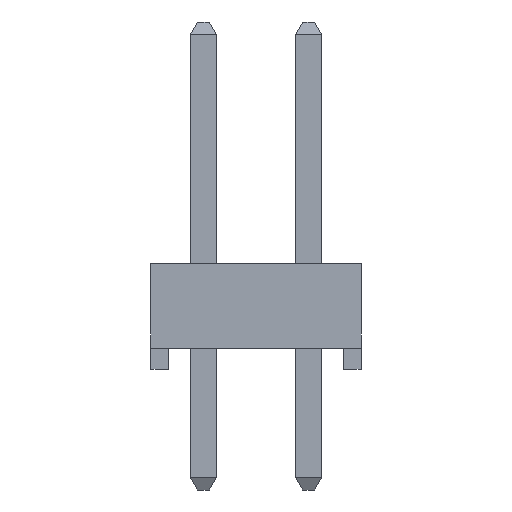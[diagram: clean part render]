
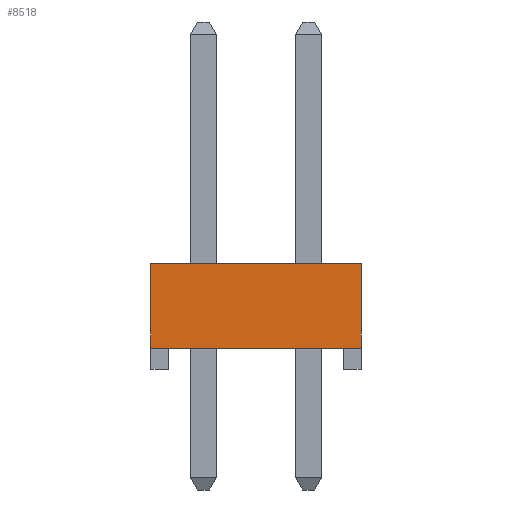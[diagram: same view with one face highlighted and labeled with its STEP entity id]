
A CAD part, left-side view. The second image highlights one B-rep face of the part: STEP entity #8518.
In plain terms, the highlighted planar face has unit normal (-1, 0, 0).
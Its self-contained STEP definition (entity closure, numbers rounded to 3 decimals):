
#82=FACE_OUTER_BOUND($,#634,.T.);
#634=EDGE_LOOP($,(#5603,#5604,#5605,#5606));
#1199=LINE($,#12084,#2403);
#1211=LINE($,#12109,#2415);
#1212=LINE($,#12110,#2416);
#1213=LINE($,#12111,#2417);
#2403=VECTOR($,#9768,5.08);
#2415=VECTOR($,#9782,5.08);
#2416=VECTOR($,#9783,2.032);
#2417=VECTOR($,#9784,2.032);
#3599=VERTEX_POINT($,#12081);
#3600=VERTEX_POINT($,#12083);
#3611=VERTEX_POINT($,#12107);
#3612=VERTEX_POINT($,#12108);
#4367=EDGE_CURVE($,#3599,#3600,#1199,.T.);
#4379=EDGE_CURVE($,#3611,#3612,#1211,.T.);
#4380=EDGE_CURVE($,#3600,#3612,#1212,.T.);
#4381=EDGE_CURVE($,#3611,#3599,#1213,.T.);
#5603=ORIENTED_EDGE($,*,*,#4379,.T.);
#5604=ORIENTED_EDGE($,*,*,#4380,.F.);
#5605=ORIENTED_EDGE($,*,*,#4367,.F.);
#5606=ORIENTED_EDGE($,*,*,#4381,.F.);
#7966=PLANE($,#9179);
#8518=ADVANCED_FACE($,(#82),#7966,.F.);
#9179=AXIS2_PLACEMENT_3D($,#12106,#9780,#9781);
#9768=DIRECTION($,(0.,1.,0.));
#9780=DIRECTION('center_axis',(1.,0.,0.));
#9781=DIRECTION('ref_axis',(0.,1.,0.));
#9782=DIRECTION($,(0.,1.,0.));
#9783=DIRECTION($,(0.,0.,1.));
#9784=DIRECTION($,(0.,0.,-1.));
#12081=CARTESIAN_POINT('',(-10.16,-2.54,0.508));
#12083=CARTESIAN_POINT('',(-10.16,2.54,0.508));
#12084=CARTESIAN_POINT($,(-10.16,0.,0.508));
#12106=CARTESIAN_POINT('Origin',(-10.16,0.,1.524));
#12107=CARTESIAN_POINT('',(-10.16,-2.54,2.54));
#12108=CARTESIAN_POINT('',(-10.16,2.54,2.54));
#12109=CARTESIAN_POINT($,(-10.16,0.,2.54));
#12110=CARTESIAN_POINT($,(-10.16,2.54,1.524));
#12111=CARTESIAN_POINT($,(-10.16,-2.54,1.524));
